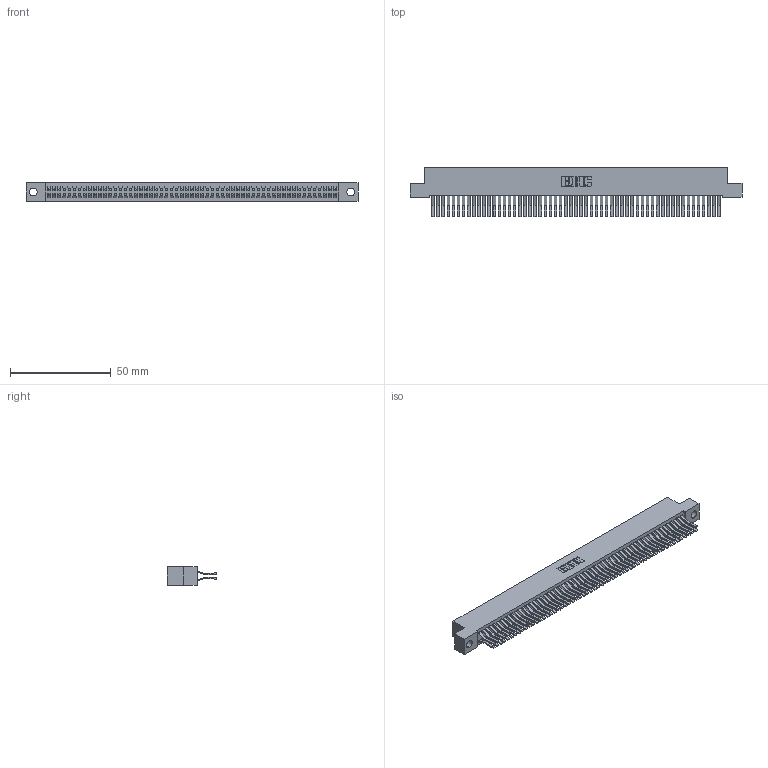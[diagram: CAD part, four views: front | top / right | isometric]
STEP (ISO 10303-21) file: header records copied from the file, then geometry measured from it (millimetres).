
FILE_DESCRIPTION (( 'STEP AP203' ), '1' );
FILE_NAME ('392-114-560-204.STEP', '2018-08-18T23:45:13', ( '' ), ( '' ), 'SwSTEP 2.0', 'SolidWorks 2016', '' );
FILE_SCHEMA (( 'CONFIG_CONTROL_DESIGN' ));
Length unit declared in the file: inch
Products named in the file (3): 345-292-001_560 Tail; 392-114-560-204; 342 Part_.156 TH
Assembly tree (115 placements, depth 2):
  392-114-560-204
    342 Part_.156 TH
    345-292-001_560 Tail  x114
Bounding box: 165.1 x 24.78 x 9.4 mm (x, y, z)
Volume: 15566.6 mm3; surface area: 27327.1 mm2
Topology: 115 solids, 115 shells, 6266 faces, 18653 edges, 12282 vertices
Faces by surface type: plane 4170, cylinder 2096
Entity records: 34689 total; most frequent: CARTESIAN_POINT 5730, ORIENTED_EDGE 5666, DIRECTION 4873, EDGE_CURVE 2833, LINE 2701, VECTOR 2701, VERTEX_POINT 1886, AXIS2_PLACEMENT_3D 1086
